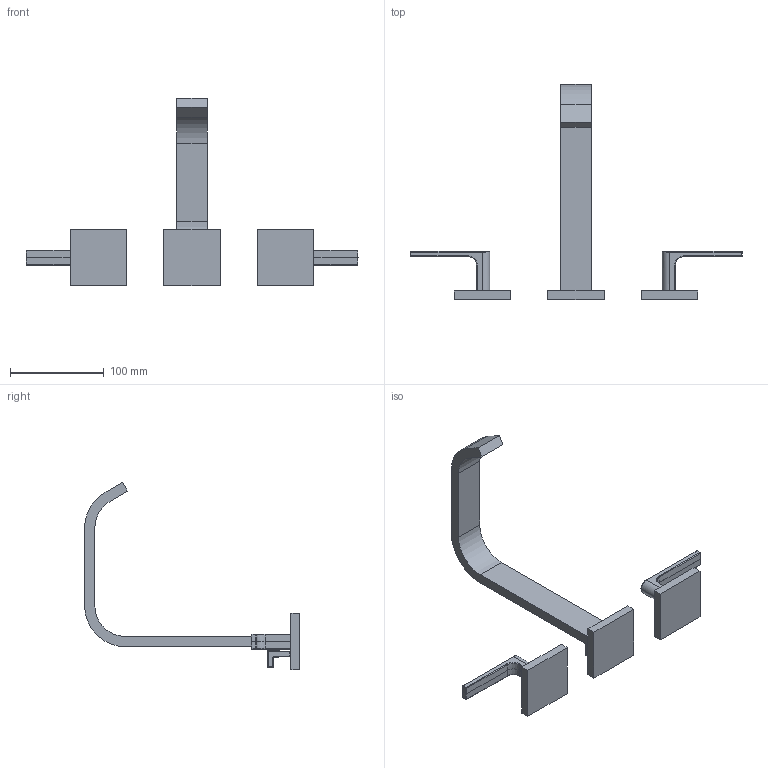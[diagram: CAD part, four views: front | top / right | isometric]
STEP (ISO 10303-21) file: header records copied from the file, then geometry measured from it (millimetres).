
FILE_DESCRIPTION (( 'STEP AP214' ), '1' );
FILE_NAME ('20713671ff_PM.STEP', '2023-11-20T09:33:04', ( '' ), ( '' ), 'SwSTEP 2.0', 'SolidWorks 2023', '' );
FILE_SCHEMA (( 'AUTOMOTIVE_DESIGN' ));
Length unit declared in the file: millimetre
Products named in the file (5): 20713671ff_PM; Griff_Planungsmodell-+-09.20.67.024.21-01_K1; Planungsmodell_Knopf-+-09.20.78.030.94-01_-_Default1; Planungsmodell_Rosette-+-08.17.73.505-01_-_K9_60x60; Planungsmodell_Auslauf-+-20.713.670-01_K2_32x220x165
Assembly tree (7 placements, depth 2):
  20713671ff_PM
    Planungsmodell_Rosette-+-08.17.73.505-01_-_K9_60x60  x3
    Planungsmodell_Auslauf-+-20.713.670-01_K2_32x220x165
    Planungsmodell_Knopf-+-09.20.78.030.94-01_-_Default1
    Griff_Planungsmodell-+-09.20.67.024.21-01_K1  x2
Bounding box: 354 x 229 x 199.72 mm (x, y, z)
Volume: 264321.5 mm3; surface area: 74365.6 mm2
Topology: 7 solids, 7 shells, 185 faces, 406 edges, 224 vertices
Faces by surface type: cylinder 66, plane 58, sphere 30, bspline 17, torus 10, cone 4
Entity records: 3528 total; most frequent: CARTESIAN_POINT 864, DIRECTION 562, ORIENTED_EDGE 508, EDGE_CURVE 254, AXIS2_PLACEMENT_3D 222, VERTEX_POINT 144, EDGE_LOOP 120, FACE_OUTER_BOUND 119
